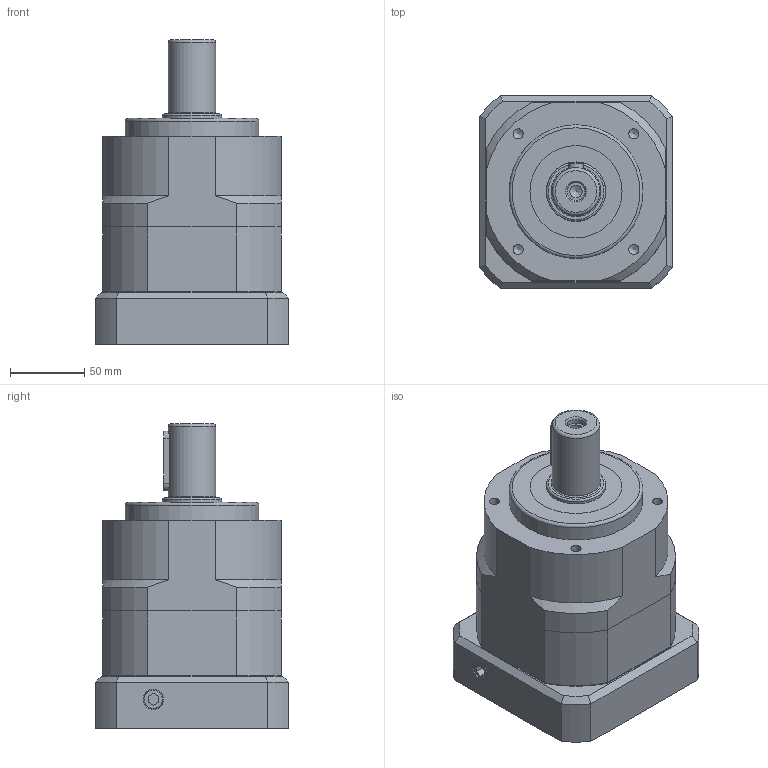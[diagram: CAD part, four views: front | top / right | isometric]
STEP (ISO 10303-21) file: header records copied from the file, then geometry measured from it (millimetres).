
FILE_DESCRIPTION((''),'2;1');
FILE_NAME('KSE-120-1.stp','2012-02-15T10:52:05',('young'),(''),'Autodesk Inventor 2012','Autodesk Inventor 2012','');
FILE_SCHEMA(('AUTOMOTIVE_DESIGN { 1 0 10303 214 1 1 1 1 }'));
Length unit declared in the file: millimetre
Products named in the file (1): KSE-120-1
Bounding box: 130 x 130 x 205 mm (x, y, z)
Volume: 1504628.8 mm3; surface area: 234557.2 mm2
Topology: 16 solids, 16 shells, 495 faces, 1188 edges, 761 vertices
Faces by surface type: plane 241, cylinder 142, cone 67, bspline 25, torus 18, sphere 2
Full cylindrical faces by diameter (mm): 4.5 x4, 5 x4, 6.8 x9, 7 x4, 8 x9, 8.5 x5, 9 x1, 11.125 x2, 12 x1, 13 x7, 28.2 x1, 29.9 x1, 32 x1, 38.2 x1, 39.8 x2, 40 x2, 49 x1, 55 x2, 62 x2, 90 x2, 105 x2
Entity records: 15914 total; most frequent: CARTESIAN_POINT 4947, DIRECTION 2251, ORIENTED_EDGE 2078, EDGE_CURVE 1039, AXIS2_PLACEMENT_3D 861, VERTEX_POINT 730, EDGE_LOOP 681, VECTOR 529
